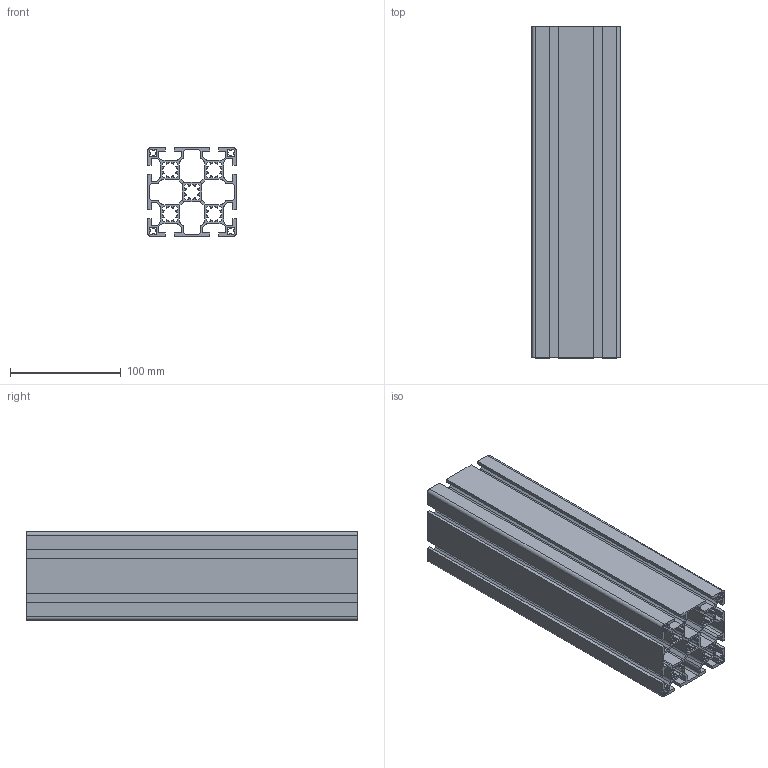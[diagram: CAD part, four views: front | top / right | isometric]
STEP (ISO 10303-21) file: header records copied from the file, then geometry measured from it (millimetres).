
FILE_DESCRIPTION (( 'STEP AP214' ), '1' );
FILE_NAME ('1727980691921.step', '2024-10-03T18:38:15', ( 'Windows User' ), ( '' ), 'SwSTEP 2.0', 'SolidWorks 2011', '' );
FILE_SCHEMA (( 'AUTOMOTIVE_DESIGN' ));
Length unit declared in the file: millimetre
Products named in the file (2): 1727980691921; 1.11.080080.83LBx300.00(1)
Assembly tree (1 placements, depth 2):
  1727980691921
    1.11.080080.83LBx300.00(1)
Bounding box: 80 x 300 x 80 mm (x, y, z)
Volume: 474327.9 mm3; surface area: 470965 mm2
Topology: 1 solids, 1 shells, 510 faces, 1524 edges, 1016 vertices
Faces by surface type: plane 330, cylinder 180
Entity records: 17266 total; most frequent: CARTESIAN_POINT 3054, ORIENTED_EDGE 3048, DIRECTION 2912, EDGE_CURVE 1524, LINE 1164, VECTOR 1164, VERTEX_POINT 1016, AXIS2_PLACEMENT_3D 874
